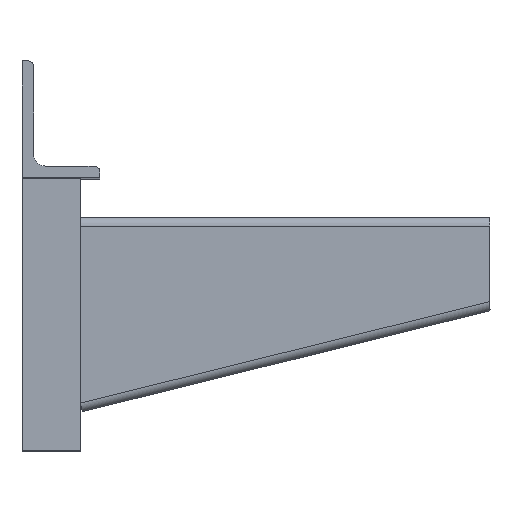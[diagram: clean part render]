
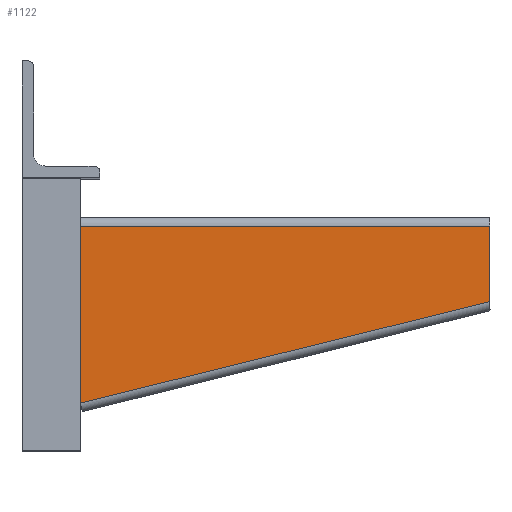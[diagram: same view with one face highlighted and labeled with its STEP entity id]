
A CAD part, top view. The second image highlights one B-rep face of the part: STEP entity #1122.
In plain terms, the highlighted face is planar.
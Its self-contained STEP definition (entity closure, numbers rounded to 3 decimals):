
#29 = ORIENTED_EDGE ( 'NONE', *, *, #580, .F. ) ;
#107 = EDGE_CURVE ( 'NONE', #254, #963, #1490, .T. ) ;
#130 = ORIENTED_EDGE ( 'NONE', *, *, #1506, .T. ) ;
#165 = CARTESIAN_POINT ( 'NONE',  ( 210., 4.5, 0. ) ) ;
#197 = PLANE ( 'NONE',  #1372 ) ;
#217 = VECTOR ( 'NONE', #1251, 1000. ) ;
#254 = VERTEX_POINT ( 'NONE', #165 ) ;
#305 = VECTOR ( 'NONE', #1014, 1000. ) ;
#349 = CARTESIAN_POINT ( 'NONE',  ( 0., 4.5, 0. ) ) ;
#375 = LINE ( 'NONE', #1003, #305 ) ;
#415 = LINE ( 'NONE', #884, #1465 ) ;
#488 = ORIENTED_EDGE ( 'NONE', *, *, #107, .T. ) ;
#572 = VERTEX_POINT ( 'NONE', #1457 ) ;
#580 = EDGE_CURVE ( 'NONE', #254, #572, #415, .T. ) ;
#627 = DIRECTION ( 'NONE',  ( 0., 1., 0. ) ) ;
#628 = ORIENTED_EDGE ( 'NONE', *, *, #1438, .F. ) ;
#740 = CARTESIAN_POINT ( 'NONE',  ( 208.918, 43.632, 0. ) ) ;
#762 = CARTESIAN_POINT ( 'NONE',  ( 0., 4.5, 0. ) ) ;
#827 = CARTESIAN_POINT ( 'NONE',  ( 0., 95.364, 0. ) ) ;
#884 = CARTESIAN_POINT ( 'NONE',  ( 210., 0., 0. ) ) ;
#918 = DIRECTION ( 'NONE',  ( 0., 0., 1. ) ) ;
#928 = VECTOR ( 'NONE', #1019, 1000. ) ;
#963 = VERTEX_POINT ( 'NONE', #762 ) ;
#1003 = CARTESIAN_POINT ( 'NONE',  ( 0., 0., 0. ) ) ;
#1014 = DIRECTION ( 'NONE',  ( 0., -1., 0. ) ) ;
#1019 = DIRECTION ( 'NONE',  ( -1., 0., 0. ) ) ;
#1056 = LINE ( 'NONE', #740, #217 ) ;
#1122 = ADVANCED_FACE ( 'NONE', ( #1378 ), #197, .F. ) ;
#1166 = VERTEX_POINT ( 'NONE', #827 ) ;
#1251 = DIRECTION ( 'NONE',  ( 0.971, -0.24, 0. ) ) ;
#1372 = AXIS2_PLACEMENT_3D ( 'NONE', #1498, #918, #1508 ) ;
#1378 = FACE_OUTER_BOUND ( 'NONE', #1497, .T. ) ;
#1438 = EDGE_CURVE ( 'NONE', #1166, #963, #375, .T. ) ;
#1457 = CARTESIAN_POINT ( 'NONE',  ( 210., 43.364, 0. ) ) ;
#1465 = VECTOR ( 'NONE', #627, 1000. ) ;
#1490 = LINE ( 'NONE', #349, #928 ) ;
#1497 = EDGE_LOOP ( 'NONE', ( #628, #130, #29, #488 ) ) ;
#1498 = CARTESIAN_POINT ( 'NONE',  ( 217.291, 77.446, 0. ) ) ;
#1506 = EDGE_CURVE ( 'NONE', #1166, #572, #1056, .T. ) ;
#1508 = DIRECTION ( 'NONE',  ( 0.971, -0.24, 0. ) ) ;
